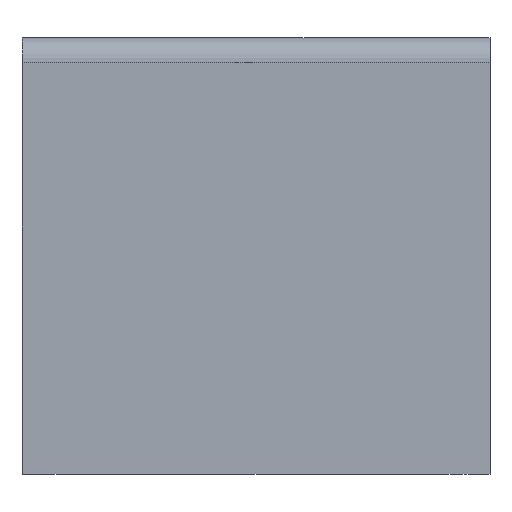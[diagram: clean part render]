
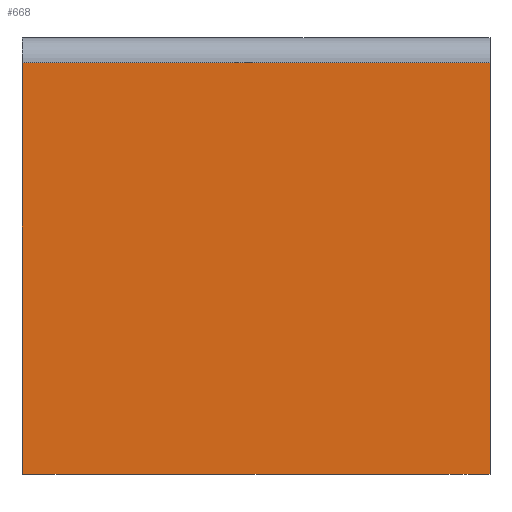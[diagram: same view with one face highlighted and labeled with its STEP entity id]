
A CAD part, front view. The second image highlights one B-rep face of the part: STEP entity #668.
In plain terms, the highlighted planar face has unit normal (0, -1, 0).
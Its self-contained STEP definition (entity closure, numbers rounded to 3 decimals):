
#58=PLANE('',#753);
#94=FACE_OUTER_BOUND('',#156,.T.);
#156=EDGE_LOOP('',(#599,#600,#601,#602));
#176=LINE('',#1002,#226);
#182=LINE('',#1013,#232);
#205=LINE('',#1135,#255);
#207=LINE('',#1138,#257);
#226=VECTOR('',#801,10.);
#232=VECTOR('',#809,10.);
#255=VECTOR('',#940,10.);
#257=VECTOR('',#944,10.);
#312=VERTEX_POINT('',#995);
#315=VERTEX_POINT('',#1000);
#319=VERTEX_POINT('',#1011);
#352=VERTEX_POINT('',#1134);
#377=EDGE_CURVE('',#315,#312,#176,.T.);
#383=EDGE_CURVE('',#319,#315,#182,.T.);
#437=EDGE_CURVE('',#352,#312,#205,.T.);
#439=EDGE_CURVE('',#319,#352,#207,.T.);
#599=ORIENTED_EDGE('',*,*,#377,.F.);
#600=ORIENTED_EDGE('',*,*,#383,.F.);
#601=ORIENTED_EDGE('',*,*,#439,.T.);
#602=ORIENTED_EDGE('',*,*,#437,.T.);
#668=ADVANCED_FACE('',(#94),#58,.T.);
#753=AXIS2_PLACEMENT_3D('',#1137,#942,#943);
#801=DIRECTION('',(1.,0.,0.));
#809=DIRECTION('',(0.,0.,1.));
#940=DIRECTION('',(0.,0.,1.));
#942=DIRECTION('center_axis',(0.,-1.,0.));
#943=DIRECTION('ref_axis',(1.,0.,0.));
#944=DIRECTION('',(1.,0.,0.));
#995=CARTESIAN_POINT('',(37.23,-40.,65.5));
#1000=CARTESIAN_POINT('',(-37.23,-40.,65.5));
#1002=CARTESIAN_POINT('',(-18.615,-40.,65.5));
#1011=CARTESIAN_POINT('',(-37.23,-40.,0.));
#1013=CARTESIAN_POINT('',(-37.23,-40.,0.));
#1134=CARTESIAN_POINT('',(37.23,-40.,0.));
#1135=CARTESIAN_POINT('',(37.23,-40.,0.));
#1137=CARTESIAN_POINT('Origin',(-37.23,-40.,0.));
#1138=CARTESIAN_POINT('',(-37.23,-40.,0.));
